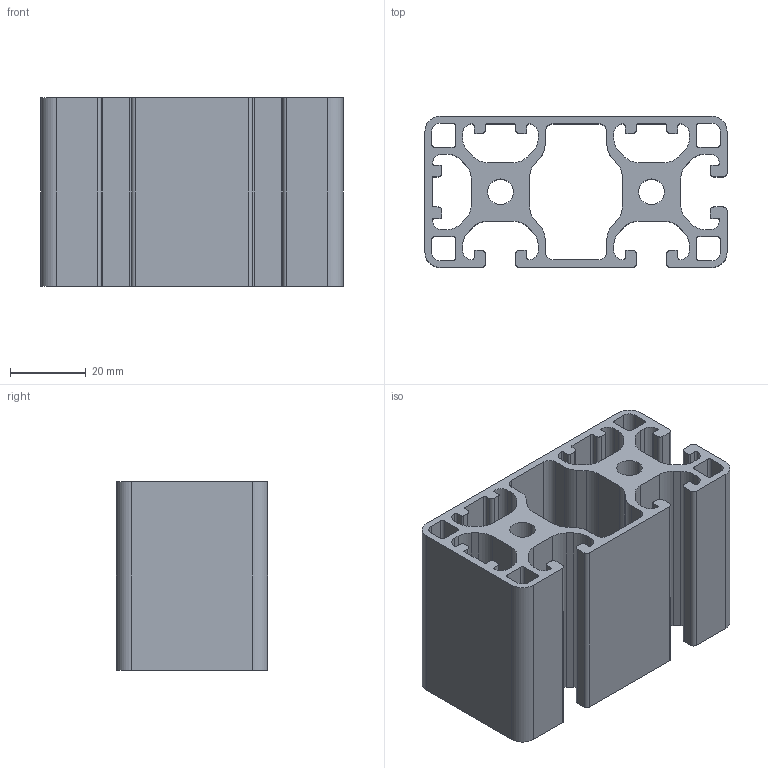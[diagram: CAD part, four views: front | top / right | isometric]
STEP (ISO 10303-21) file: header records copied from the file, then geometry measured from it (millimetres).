
FILE_DESCRIPTION (( 'STEP AP214' ), '1' );
FILE_NAME ('BASE08E0158-Profilé 8 80x40 3N90 léger.step', '2023-03-24T09:42:23', ( 'Altae' ), ( '' ), 'SwSTEP 2.0', 'SolidWorks 2021', '' );
FILE_SCHEMA (( 'AUTOMOTIVE_DESIGN' ));
Length unit declared in the file: millimetre
Products named in the file (1): BASE08E0158-Profilé 8 80x40 3N90 léger
Bounding box: 80 x 40 x 50 mm (x, y, z)
Volume: 59358.4 mm3; surface area: 42422.3 mm2
Topology: 1 solids, 1 shells, 224 faces, 666 edges, 444 vertices
Faces by surface type: cylinder 118, plane 106
Entity records: 7692 total; most frequent: CARTESIAN_POINT 1431, ORIENTED_EDGE 1332, DIRECTION 1320, EDGE_CURVE 666, AXIS2_PLACEMENT_3D 461, VERTEX_POINT 444, VECTOR 398, LINE 398
